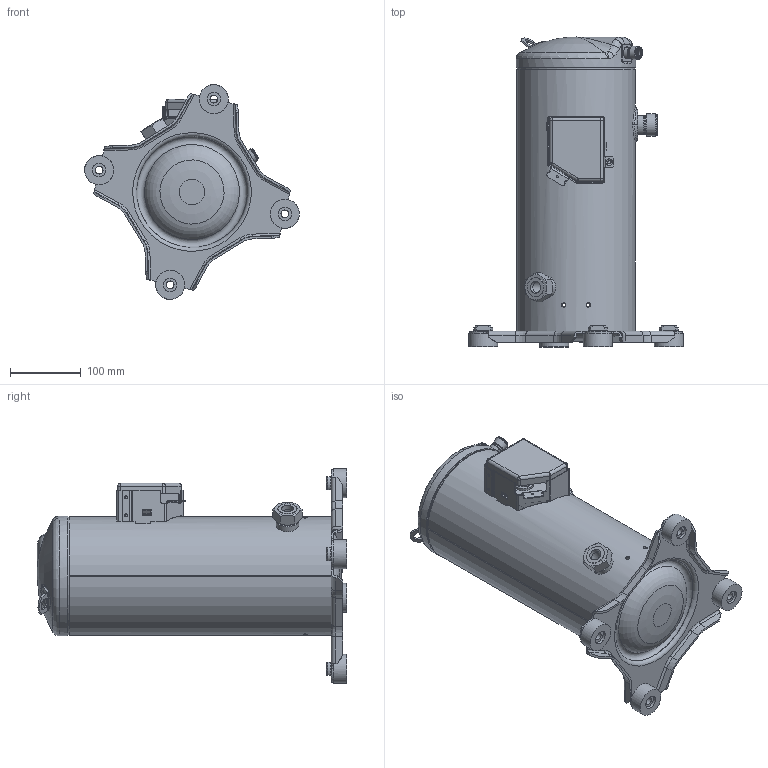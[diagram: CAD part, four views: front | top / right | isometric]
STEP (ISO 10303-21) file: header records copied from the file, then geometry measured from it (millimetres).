
FILE_DESCRIPTION(/* description */ (''),/* implementation_level */ '2;1');
FILE_NAME(/* name */ 'RCH036T4LB7HA.stp',/* time_stamp */ '2022-08-19T13:41:18+03:00',/* author */ ('U403152'),/* organization */ (''),/* preprocessor_version */ 'ST-DEVELOPER v18.1',/* originating_system */ 'Autodesk Inventor 2020',/* authorisation */ '');
FILE_SCHEMA (('AUTOMOTIVE_DESIGN { 1 0 10303 214 3 1 1 }'));
Length unit declared in the file: millimetre
Products named in the file (1): Part1
Bounding box: 303.25 x 437.5 x 303.25 mm (x, y, z)
Volume: 1090134.5 mm3; surface area: 726461.1 mm2
Topology: 6 solids, 11 shells, 939 faces, 2536 edges, 1669 vertices
Faces by surface type: plane 367, cylinder 285, bspline 169, torus 64, cone 39, sphere 15
Full cylindrical faces by diameter (mm): 3.18 x6, 3.2 x1, 4.5 x1, 5 x4, 6 x7, 7.5 x1, 9 x1, 10.5 x1, 11 x4, 12.5 x1, 14.5 x1, 16 x1, 16.3 x1, 16.5 x1, 16.6 x1, 16.8 x1, 17 x1, 18 x1, 18.3 x4, 19 x4, 19.05 x1, 19.2 x1, 19.25 x4, 21.5 x2, 22 x1, 23 x1, 24 x1, 25.05 x4, 25.26 x1, 25.5 x1
Entity records: 56760 total; most frequent: CARTESIAN_POINT 33395, ORIENTED_EDGE 5058, DIRECTION 4788, EDGE_CURVE 2531, AXIS2_PLACEMENT_3D 1870, VERTEX_POINT 1672, EDGE_LOOP 1063, CIRCLE 1062
